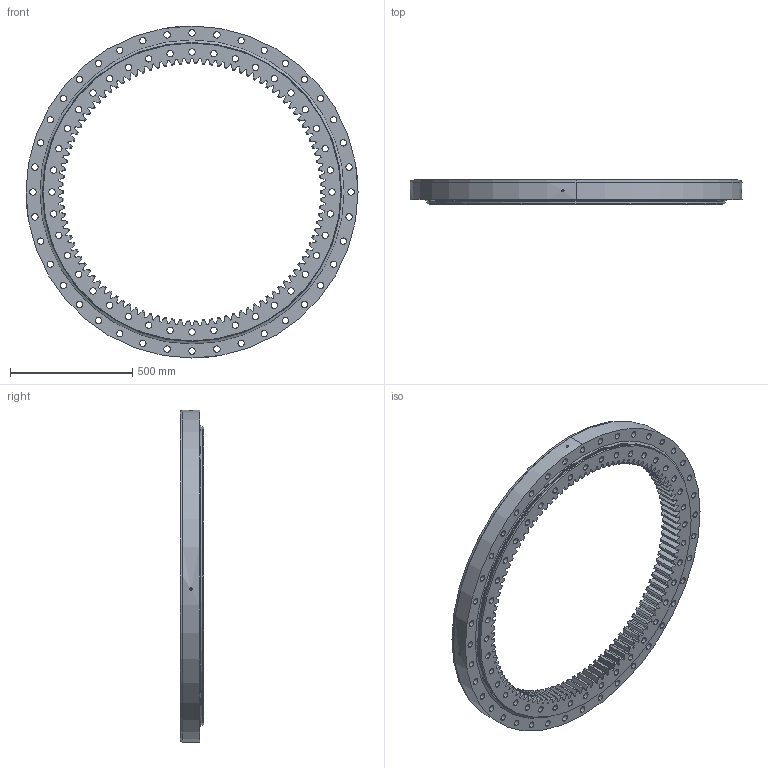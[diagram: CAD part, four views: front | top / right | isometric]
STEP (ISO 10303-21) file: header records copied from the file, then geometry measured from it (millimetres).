
FILE_DESCRIPTION (( 'STEP AP203' ), '1' );
FILE_NAME ('02-1225-00.STEP', '2017-12-26T13:03:16', ( 'defontaine' ), ( 'Hewlett-Packard Company' ), 'SwSTEP 2.0', 'SolidWorks 2016', '' );
FILE_SCHEMA (( 'CONFIG_CONTROL_DESIGN' ));
Length unit declared in the file: millimetre
Products named in the file (1): 02-1225-00
Bounding box: 1360 x 98 x 1360 mm (x, y, z)
Volume: 37641587.3 mm3; surface area: 3590655.2 mm2
Topology: 5 solids, 5 shells, 865 faces, 2536 edges, 1685 vertices
Faces by surface type: cylinder 399, plane 226, cone 220, torus 18, sphere 2
Entity records: 30426 total; most frequent: CARTESIAN_POINT 6879, ORIENTED_EDGE 5062, DIRECTION 4871, EDGE_CURVE 2531, AXIS2_PLACEMENT_3D 1914, VERTEX_POINT 1682, CIRCLE 1048, EDGE_LOOP 1047
